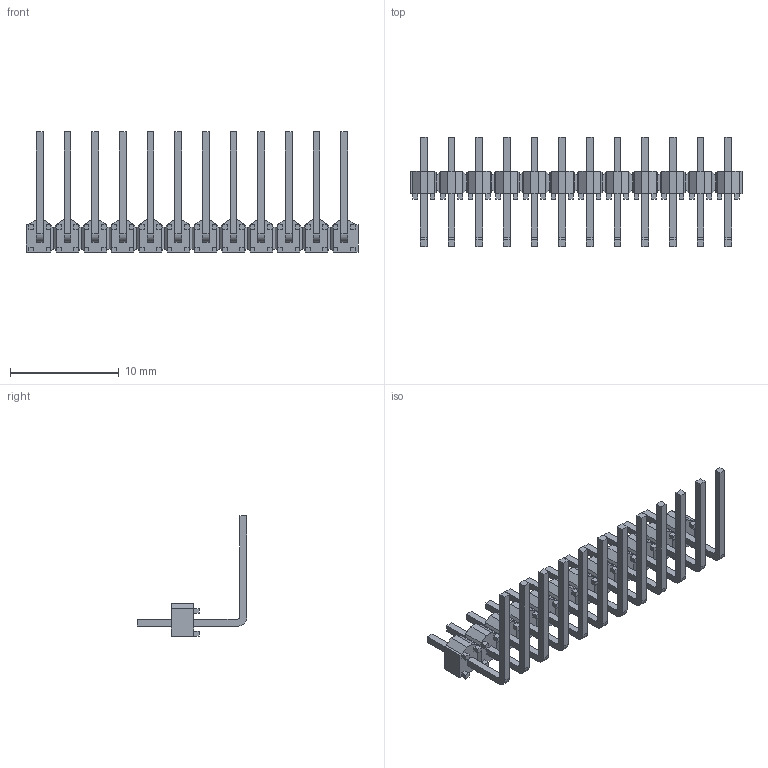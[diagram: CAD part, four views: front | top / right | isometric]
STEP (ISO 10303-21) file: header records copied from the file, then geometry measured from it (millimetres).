
FILE_DESCRIPTION(/* description */ ('STEP AP242','CAx-IF Rec.Pracs.---Representation and Presentation of Product Manufacturing Information (PMI)---4.0---2014-10-13','CAx-IF Rec.Pracs.---3D Tessellated Geometry---0.4---2014-09-14','2;1'),/* implementation_level */ '2;1');
FILE_NAME(/* name */ 'MTSW-112-09-T-S-124-RE',/* time_stamp */ '2025-11-14T13:43:20+01:00',/* author */ ('License CC BY-ND 4.0'),/* organization */ ('CADENAS'),/* preprocessor_version */ 'ST-DEVELOPER v20',/* originating_system */ 'PARTsolutions',/* authorisation */ ' ');
FILE_SCHEMA (('AP242_MANAGED_MODEL_BASED_3D_ENGINEERING_MIM_LF { 1 0 10303 442 1 1 4 }'));
Length unit declared in the file: inch
Products named in the file (3): MTSW-112-09-T-S-124-RE; MTSW-112-09-T-S-124-RE_body; MTSW-112-09-S-124-RE
Assembly tree (2 placements, depth 2):
  MTSW-112-09-T-S-124-RE
    MTSW-112-09-T-S-124-RE_body
    MTSW-112-09-S-124-RE
Bounding box: 30.48 x 10.07 x 11.05 mm (x, y, z)
Volume: 257.1 mm3; surface area: 1068.1 mm2
Topology: 2 solids, 2 shells, 624 faces, 1606 edges, 1012 vertices
Faces by surface type: plane 600, cylinder 24
Entity records: 18488 total; most frequent: CARTESIAN_POINT 3245, ORIENTED_EDGE 3212, DIRECTION 2908, EDGE_CURVE 1606, LINE 1558, VECTOR 1558, VERTEX_POINT 1012, AXIS2_PLACEMENT_3D 675
